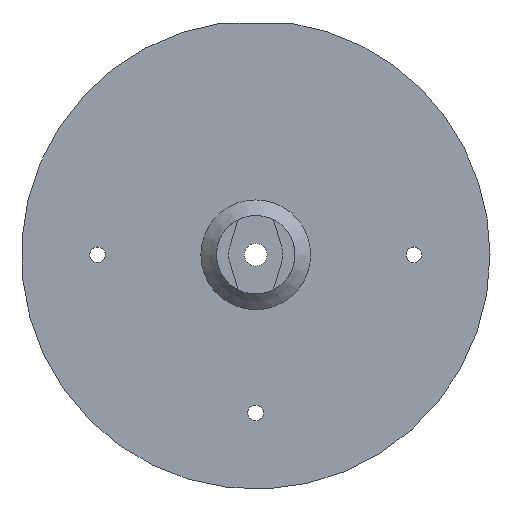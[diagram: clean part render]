
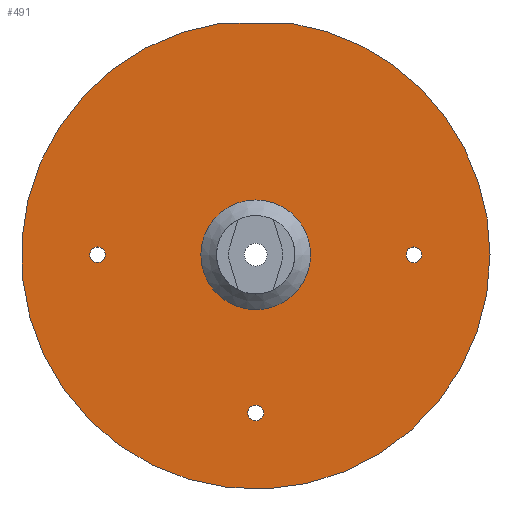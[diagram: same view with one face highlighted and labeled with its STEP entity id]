
A CAD part, top view. The second image highlights one B-rep face of the part: STEP entity #491.
In plain terms, the highlighted planar face has unit normal (0, 0, 1).
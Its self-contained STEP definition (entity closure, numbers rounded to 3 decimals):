
#19=FACE_BOUND('',#104,.T.);
#20=FACE_BOUND('',#105,.T.);
#21=FACE_BOUND('',#106,.T.);
#22=FACE_BOUND('',#107,.T.);
#39=PLANE('',#554);
#70=FACE_OUTER_BOUND('',#103,.T.);
#103=EDGE_LOOP('',(#409,#410,#411));
#104=EDGE_LOOP('',(#412));
#105=EDGE_LOOP('',(#413));
#106=EDGE_LOOP('',(#414));
#107=EDGE_LOOP('',(#415));
#149=LINE('',#845,#180);
#180=VECTOR('',#674,10.);
#192=CIRCLE('',#522,7.);
#208=CIRCLE('',#551,29.873);
#209=CIRCLE('',#552,29.873);
#210=CIRCLE('',#555,1.);
#211=CIRCLE('',#556,1.);
#212=CIRCLE('',#557,1.);
#227=VERTEX_POINT('',#754);
#250=VERTEX_POINT('',#824);
#251=VERTEX_POINT('',#826);
#252=VERTEX_POINT('',#828);
#253=VERTEX_POINT('',#847);
#254=VERTEX_POINT('',#849);
#255=VERTEX_POINT('',#851);
#270=EDGE_CURVE('',#227,#227,#192,.T.);
#305=EDGE_CURVE('',#251,#250,#208,.T.);
#307=EDGE_CURVE('',#250,#252,#209,.T.);
#308=EDGE_CURVE('',#252,#251,#149,.T.);
#309=EDGE_CURVE('',#253,#253,#210,.T.);
#310=EDGE_CURVE('',#254,#254,#211,.T.);
#311=EDGE_CURVE('',#255,#255,#212,.T.);
#409=ORIENTED_EDGE('',*,*,#308,.T.);
#410=ORIENTED_EDGE('',*,*,#305,.T.);
#411=ORIENTED_EDGE('',*,*,#307,.T.);
#412=ORIENTED_EDGE('',*,*,#270,.T.);
#413=ORIENTED_EDGE('',*,*,#309,.T.);
#414=ORIENTED_EDGE('',*,*,#310,.T.);
#415=ORIENTED_EDGE('',*,*,#311,.T.);
#491=ADVANCED_FACE('',(#70,#19,#20,#21,#22),#39,.T.);
#522=AXIS2_PLACEMENT_3D('',#755,#591,#592);
#551=AXIS2_PLACEMENT_3D('',#827,#668,#669);
#552=AXIS2_PLACEMENT_3D('',#843,#670,#671);
#554=AXIS2_PLACEMENT_3D('',#846,#675,#676);
#555=AXIS2_PLACEMENT_3D('',#848,#677,#678);
#556=AXIS2_PLACEMENT_3D('',#850,#679,#680);
#557=AXIS2_PLACEMENT_3D('',#852,#681,#682);
#591=DIRECTION('center_axis',(0.,0.,
-1.));
#592=DIRECTION('ref_axis',(-1.,0.,0.));
#668=DIRECTION('center_axis',(0.,0.,
1.));
#669=DIRECTION('ref_axis',(-1.,0.,0.));
#670=DIRECTION('center_axis',(0.,0.,
1.));
#671=DIRECTION('ref_axis',(-1.,0.,0.));
#674=DIRECTION('',(-1.,0.,0.));
#675=DIRECTION('center_axis',(0.,0.,
1.));
#676=DIRECTION('ref_axis',(-1.,0.,0.));
#677=DIRECTION('center_axis',(0.,0.,
-1.));
#678=DIRECTION('ref_axis',(1.,0.,0.));
#679=DIRECTION('center_axis',(0.,0.,
-1.));
#680=DIRECTION('ref_axis',(0.,-1.,0.));
#681=DIRECTION('center_axis',(0.,0.,
-1.));
#682=DIRECTION('ref_axis',(0.,-1.,0.));
#754=CARTESIAN_POINT('',(7.,3.,-44.));
#755=CARTESIAN_POINT('Origin',(0.,3.,-44.));
#824=CARTESIAN_POINT('',(29.873,3.,-44.));
#826=CARTESIAN_POINT('',(-4.461,32.538,-44.));
#827=CARTESIAN_POINT('Origin',(0.,3.,-44.));
#828=CARTESIAN_POINT('',(4.461,32.538,-44.));
#843=CARTESIAN_POINT('Origin',(0.,3.,-44.));
#845=CARTESIAN_POINT('',(0.,32.538,-44.));
#846=CARTESIAN_POINT('Origin',(0.,3.,-44.));
#847=CARTESIAN_POINT('',(19.164,3.,-44.));
#848=CARTESIAN_POINT('Origin',(20.164,3.,-44.));
#849=CARTESIAN_POINT('',(0.,-16.164,-44.));
#850=CARTESIAN_POINT('Origin',(0.,-17.164,-44.));
#851=CARTESIAN_POINT('',(-20.164,4.,-44.));
#852=CARTESIAN_POINT('Origin',(-20.164,3.,-44.));
